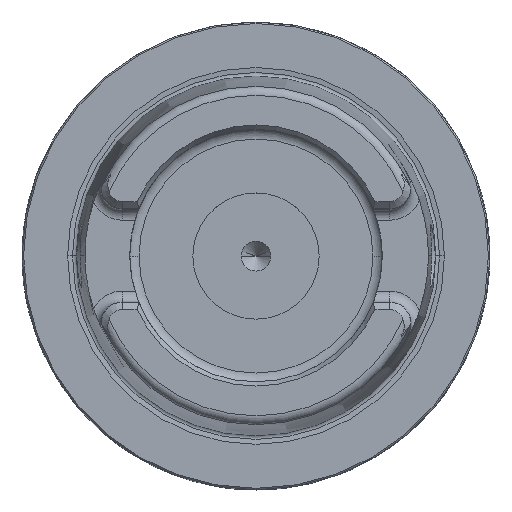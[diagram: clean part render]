
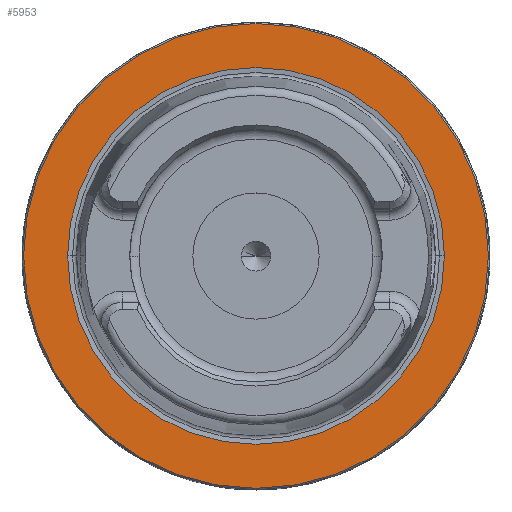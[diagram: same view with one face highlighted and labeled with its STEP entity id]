
A CAD part, top view. The second image highlights one B-rep face of the part: STEP entity #5953.
In plain terms, the highlighted planar face has unit normal (0, 0, 1).
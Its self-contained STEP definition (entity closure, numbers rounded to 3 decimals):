
#1743=CARTESIAN_POINT('',(0.,0.,0.));
#1744=DIRECTION('',(0.,0.,1.));
#1745=DIRECTION('',(1.,0.,0.));
#1746=AXIS2_PLACEMENT_3D('',#1743,#1744,#1745);
#1759=CARTESIAN_POINT('',(0.,0.,0.));
#1760=DIRECTION('',(0.,0.,-1.));
#1761=DIRECTION('',(1.,0.,0.));
#1762=AXIS2_PLACEMENT_3D('',#1759,#1760,#1761);
#1781=CARTESIAN_POINT('',(0.,0.,0.));
#1782=DIRECTION('',(0.,0.,1.));
#1783=DIRECTION('',(1.,0.,0.));
#1784=AXIS2_PLACEMENT_3D('',#1781,#1782,#1783);
#4375=CARTESIAN_POINT('',(0.,0.,0.));
#4376=DIRECTION('',(0.,0.,-1.));
#4377=DIRECTION('',(1.,0.,0.));
#4378=AXIS2_PLACEMENT_3D('',#4375,#4376,#4377);
#4405=CARTESIAN_POINT('',(25.374,0.,0.));
#4407=VERTEX_POINT('',#4405);
#4417=CARTESIAN_POINT('',(-25.374,0.,0.));
#4419=VERTEX_POINT('',#4417);
#4653=CARTESIAN_POINT('',(31.3,0.,0.));
#4654=CARTESIAN_POINT('',(-31.3,0.,0.));
#4655=VERTEX_POINT('',#4653);
#4656=VERTEX_POINT('',#4654);
#5937=CARTESIAN_POINT('',(0.,0.,0.));
#5938=DIRECTION('',(0.,0.,-1.));
#5939=DIRECTION('',(-1.,0.,0.));
#5940=AXIS2_PLACEMENT_3D('',#5937,#5938,#5939);
#5941=PLANE('',#5940);
#5942=ORIENTED_EDGE('',*,*,#5927,.F.);
#5944=ORIENTED_EDGE('',*,*,#5943,.T.);
#5945=EDGE_LOOP('',(#5942,#5944));
#5946=FACE_OUTER_BOUND('',#5945,.F.);
#5948=ORIENTED_EDGE('',*,*,#5947,.F.);
#5950=ORIENTED_EDGE('',*,*,#5949,.T.);
#5951=EDGE_LOOP('',(#5948,#5950));
#5952=FACE_BOUND('',#5951,.F.);
#1747=CIRCLE('',#1746,31.3);
#1763=CIRCLE('',#1762,25.374);
#1785=CIRCLE('',#1784,25.374);
#4379=CIRCLE('',#4378,31.3);
#5927=EDGE_CURVE('',#4655,#4656,#1747,.T.);
#5943=EDGE_CURVE('',#4655,#4656,#4379,.T.);
#5947=EDGE_CURVE('',#4407,#4419,#1763,.T.);
#5949=EDGE_CURVE('',#4407,#4419,#1785,.T.);
#5953=ADVANCED_FACE('',(#5946,#5952),#5941,.F.);
